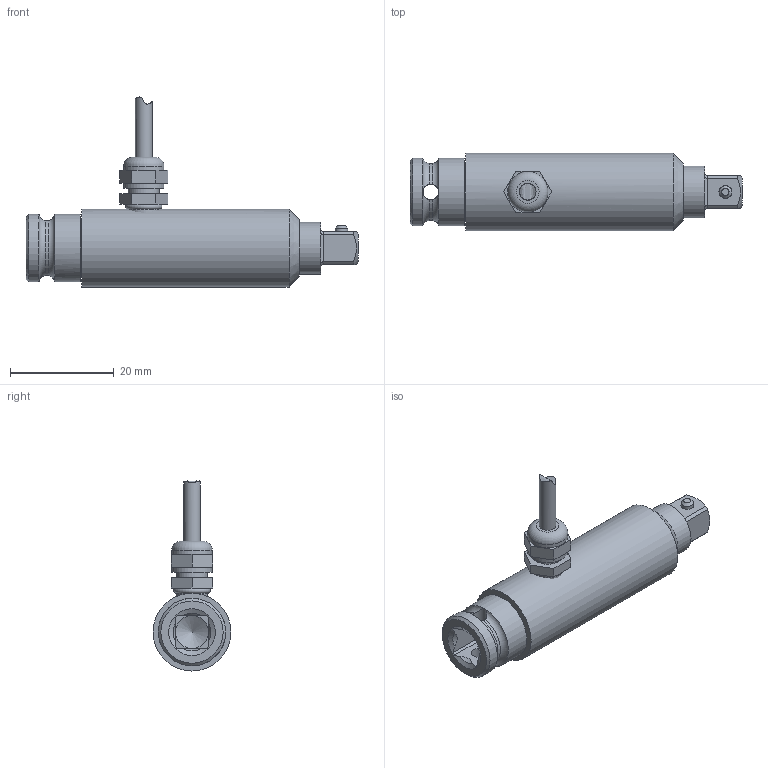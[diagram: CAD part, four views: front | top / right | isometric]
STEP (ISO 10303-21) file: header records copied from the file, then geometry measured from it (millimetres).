
FILE_DESCRIPTION( ( 'Unknown' ), '1' );
FILE_NAME( '1465-z01_doc-00040448.stp', 'Unknown', ( 'Unknown' ), ( 'Unknown' ), 'PSStep 17.0.49', 'Unknown', ' ' );
FILE_SCHEMA( ( 'AUTOMOTIVE_DESIGN { 1 0 10303 214 1 1 1 1 }' ) );
Length unit declared in the file: millimetre
Products named in the file (8): Assem1; 1465-001_doc-00040392; 1041-001_doc-00040374-oa0; GK-Druck-St-D-086-0,5x3x4,4-oa1; 1009-009 größe 1_doc-00008444; 1009-010_doc-00008429-oa2; kv m6x1_doc-00040935; kabeldurchmesser 3,2_doc-00040959-oa3
Assembly tree (7 placements, depth 2):
  Assem1
    1465-001_doc-00040392
    1041-001_doc-00040374-oa0
    GK-Druck-St-D-086-0,5x3x4,4-oa1
    1009-009 größe 1_doc-00008444
    1009-010_doc-00008429-oa2
    kv m6x1_doc-00040935
    kabeldurchmesser 3,2_doc-00040959-oa3
Bounding box: 64 x 15 x 36.63 mm (x, y, z)
Volume: 9383.6 mm3; surface area: 6935.5 mm2
Topology: 7 solids, 7 shells, 105 faces, 244 edges, 160 vertices
Faces by surface type: plane 43, cylinder 35, cone 13, torus 10, bspline 3, extrusion 1
Full cylindrical faces by diameter (mm): 1 x1, 2.4 x1, 2.5 x1, 3 x2, 3.2 x2, 3.4 x1, 3.5 x2, 4.917 x1, 6 x2, 7.8 x2, 9.5 x1, 10 x2, 13 x2, 15 x1
Entity records: 5550 total; most frequent: CARTESIAN_POINT 2470, DIRECTION 439, ORIENTED_EDGE 370, AXIS2_PLACEMENT_3D 187, EDGE_CURVE 185, EDGE_LOOP 162, VERTEX_POINT 139, FACE_OUTER_BOUND 131
